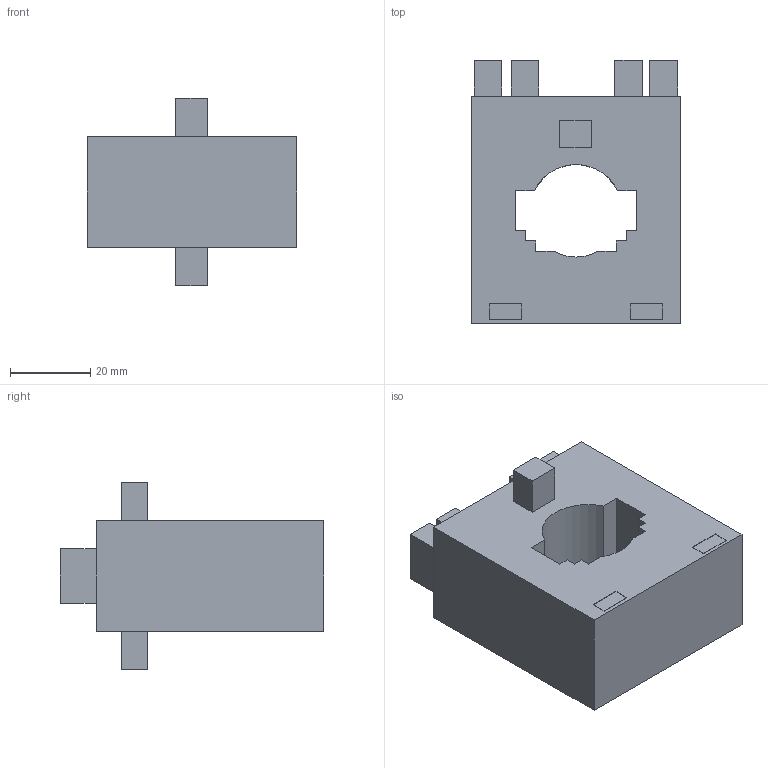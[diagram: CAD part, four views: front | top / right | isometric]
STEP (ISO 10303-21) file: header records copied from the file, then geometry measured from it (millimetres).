
FILE_DESCRIPTION((''),'2;1');
FILE_NAME('3d_DM2T0300.stp','2012-10-10T14:05:20',(''),(''),'Mechanical Desktop 2011','Mechanical Desktop 2011',', , ');
FILE_SCHEMA(('CONFIG_CONTROL_DESIGN'));
Length unit declared in the file: millimetre
Products named in the file (1): Product
Bounding box: 52 x 65.42 x 46.5 mm (x, y, z)
Volume: 70779.4 mm3; surface area: 15448.1 mm2
Topology: 1 solids, 1 shells, 72 faces, 180 edges, 120 vertices
Faces by surface type: plane 70, cylinder 2
Entity records: 2207 total; most frequent: CARTESIAN_POINT 373, ORIENTED_EDGE 360, DIRECTION 330, EDGE_CURVE 180, VECTOR 176, LINE 176, VERTEX_POINT 120, EDGE_LOOP 84
